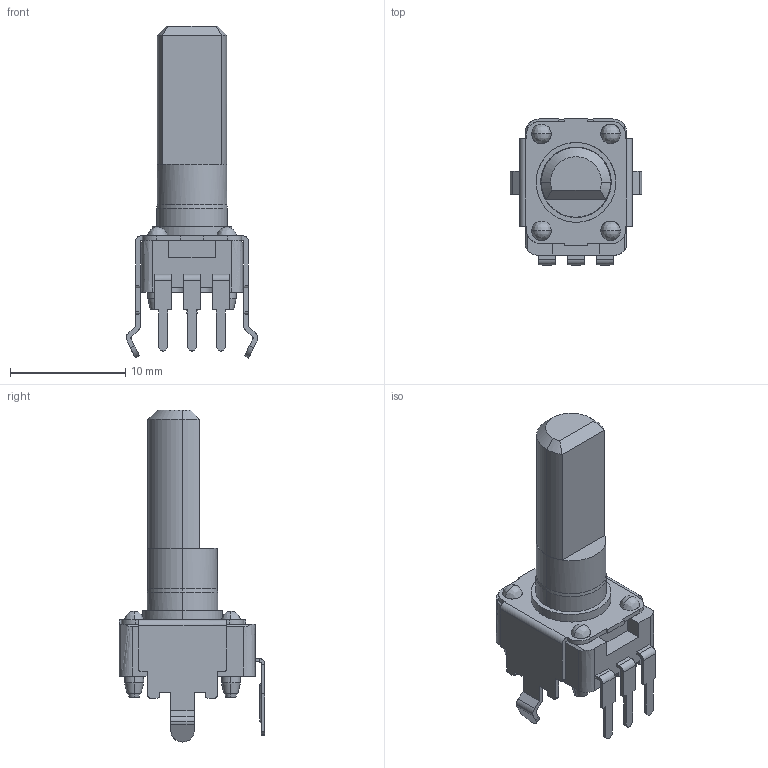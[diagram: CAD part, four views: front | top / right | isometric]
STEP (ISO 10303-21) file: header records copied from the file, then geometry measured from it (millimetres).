
FILE_DESCRIPTION(/* description */ (''),/* implementation_level */ '2;1');
FILE_NAME(/* name */ 'RK09K1130AH1',/* time_stamp */ '2020-06-28T19:43:31+02:00',/* author */ (''),/* organization */ (''),/* preprocessor_version */ 'ST-DEVELOPER v16.5',/* originating_system */ '',/* authorisation */ '');
FILE_SCHEMA (('AUTOMOTIVE_DESIGN'));
Length unit declared in the file: millimetre
Products named in the file (1): Document
Bounding box: 11.4 x 12.65 x 28.8 mm (x, y, z)
Surface area: 1082.5 mm2 (no closed solid volume)
Topology: 0 solids, 10 shells, 259 faces, 699 edges, 452 vertices
Faces by surface type: plane 140, bspline 119
Entity records: 9207 total; most frequent: CARTESIAN_POINT 4948, ORIENTED_EDGE 1279, EDGE_CURVE 685, B_SPLINE_CURVE_WITH_KNOTS 465, VERTEX_POINT 452, EDGE_LOOP 283, ADVANCED_FACE 259, FACE_OUTER_BOUND 259
